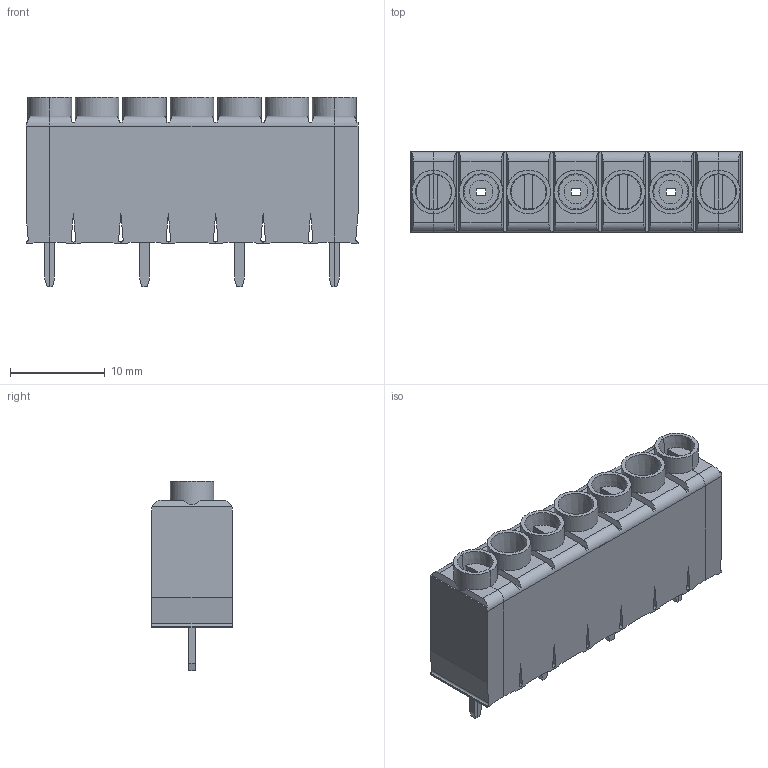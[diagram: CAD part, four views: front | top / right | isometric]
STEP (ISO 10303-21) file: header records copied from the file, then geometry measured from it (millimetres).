
FILE_DESCRIPTION( ( 'Unknown' ), '1' );
FILE_NAME( '691131810004.stp', 'Unknown', ( 'Unknown' ), ( 'Unknown' ), 'PSStep 17.0.49', 'Unknown', ' ' );
FILE_SCHEMA( ( 'AUTOMOTIVE_DESIGN { 1 0 10303 214 1 1 1 1 }' ) );
Length unit declared in the file: millimetre
Products named in the file (4): Assem1; CUU10_DX; CUU10_SX; CUU10_CNT
Assembly tree (3 placements, depth 2):
  Assem1
    CUU10_DX
    CUU10_SX
    CUU10_CNT
Bounding box: 35 x 8.5 x 19.95 mm (x, y, z)
Volume: 3124.2 mm3; surface area: 3869.4 mm2
Topology: 3 solids, 3 shells, 305 faces, 841 edges, 554 vertices
Faces by surface type: plane 261, cylinder 35, cone 9
Full cylindrical faces by diameter (mm): 2.5 x3, 4.6 x5
Entity records: 12076 total; most frequent: CARTESIAN_POINT 1677, ORIENTED_EDGE 1642, DIRECTION 1610, EDGE_CURVE 821, LINE 650, VECTOR 650, VERTEX_POINT 547, AXIS2_PLACEMENT_3D 480
